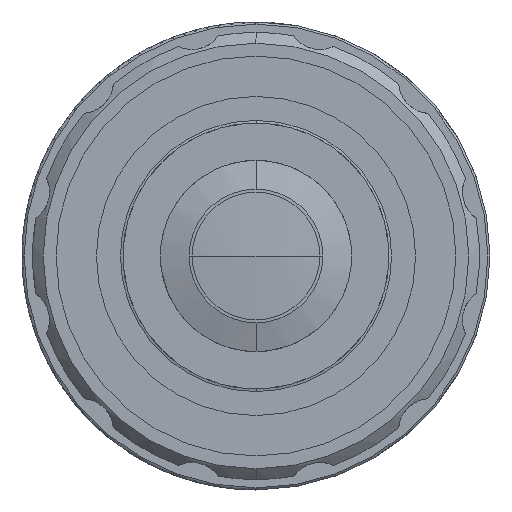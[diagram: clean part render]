
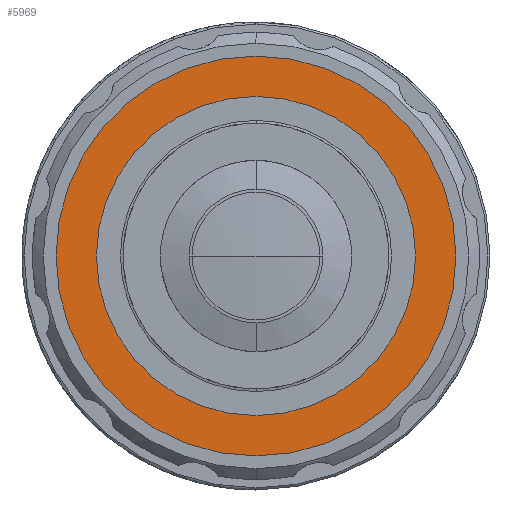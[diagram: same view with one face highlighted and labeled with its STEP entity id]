
A CAD part, left-side view. The second image highlights one B-rep face of the part: STEP entity #5969.
In plain terms, the highlighted planar face has unit normal (-1, 0, 0).
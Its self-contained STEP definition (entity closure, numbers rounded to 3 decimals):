
#44 = DIRECTION ( 'NONE',  ( 0., 0., 1. ) ) ;
#234 = VERTEX_POINT ( 'NONE', #6307 ) ;
#1154 = CARTESIAN_POINT ( 'NONE',  ( -21.307, 15., 0. ) ) ;
#1447 = FACE_BOUND ( 'NONE', #7103, .T. ) ;
#2542 = ORIENTED_EDGE ( 'NONE', *, *, #18488, .F. ) ;
#2696 = CARTESIAN_POINT ( 'NONE',  ( -21.307, 0., 0. ) ) ;
#4276 = CARTESIAN_POINT ( 'NONE',  ( -21.307, 0., -14.5 ) ) ;
#4672 = DIRECTION ( 'NONE',  ( 0., 0., 1. ) ) ;
#4763 = CIRCLE ( 'NONE', #9777, 18.8 ) ;
#5969 = ADVANCED_FACE ( 'NONE', ( #6614, #1447 ), #16710, .F. ) ;
#6307 = CARTESIAN_POINT ( 'NONE',  ( -21.307, 0., 18.8 ) ) ;
#6372 = CIRCLE ( 'NONE', #10079, 14.5 ) ;
#6614 = FACE_OUTER_BOUND ( 'NONE', #14769, .T. ) ;
#7018 = DIRECTION ( 'NONE',  ( 1., 0., 0. ) ) ;
#7057 = CIRCLE ( 'NONE', #19213, 18.8 ) ;
#7103 = EDGE_LOOP ( 'NONE', ( #18750, #2542 ) ) ;
#8058 = CARTESIAN_POINT ( 'NONE',  ( -21.307, 0., 0. ) ) ;
#9141 = DIRECTION ( 'NONE',  ( -1., 0., 0. ) ) ;
#9709 = VERTEX_POINT ( 'NONE', #18421 ) ;
#9777 = AXIS2_PLACEMENT_3D ( 'NONE', #2696, #16394, #4672 ) ;
#10022 = DIRECTION ( 'NONE',  ( 0., 0., 1. ) ) ;
#10079 = AXIS2_PLACEMENT_3D ( 'NONE', #8058, #21780, #10022 ) ;
#10289 = ORIENTED_EDGE ( 'NONE', *, *, #21858, .T. ) ;
#10859 = EDGE_CURVE ( 'NONE', #22799, #234, #7057, .T. ) ;
#11766 = DIRECTION ( 'NONE',  ( -1., 0., 0. ) ) ;
#14172 = EDGE_CURVE ( 'NONE', #9709, #20781, #20814, .T. ) ;
#14769 = EDGE_LOOP ( 'NONE', ( #10289, #25285 ) ) ;
#16394 = DIRECTION ( 'NONE',  ( -1., 0., 0. ) ) ;
#16710 = PLANE ( 'NONE',  #22972 ) ;
#17675 = CARTESIAN_POINT ( 'NONE',  ( -21.307, 0., -18.8 ) ) ;
#18421 = CARTESIAN_POINT ( 'NONE',  ( -21.307, 0., 14.5 ) ) ;
#18488 = EDGE_CURVE ( 'NONE', #20781, #9709, #6372, .T. ) ;
#18750 = ORIENTED_EDGE ( 'NONE', *, *, #14172, .F. ) ;
#19213 = AXIS2_PLACEMENT_3D ( 'NONE', #23500, #11766, #44 ) ;
#20735 = DIRECTION ( 'NONE',  ( 0., 0., -1. ) ) ;
#20781 = VERTEX_POINT ( 'NONE', #4276 ) ;
#20814 = CIRCLE ( 'NONE', #23712, 14.5 ) ;
#20892 = CARTESIAN_POINT ( 'NONE',  ( -21.307, 0., 0. ) ) ;
#21780 = DIRECTION ( 'NONE',  ( -1., 0., 0. ) ) ;
#21858 = EDGE_CURVE ( 'NONE', #234, #22799, #4763, .T. ) ;
#22799 = VERTEX_POINT ( 'NONE', #17675 ) ;
#22875 = DIRECTION ( 'NONE',  ( 0., 0., 1. ) ) ;
#22972 = AXIS2_PLACEMENT_3D ( 'NONE', #1154, #7018, #20735 ) ;
#23500 = CARTESIAN_POINT ( 'NONE',  ( -21.307, 0., 0. ) ) ;
#23712 = AXIS2_PLACEMENT_3D ( 'NONE', #20892, #9141, #22875 ) ;
#25285 = ORIENTED_EDGE ( 'NONE', *, *, #10859, .T. ) ;
